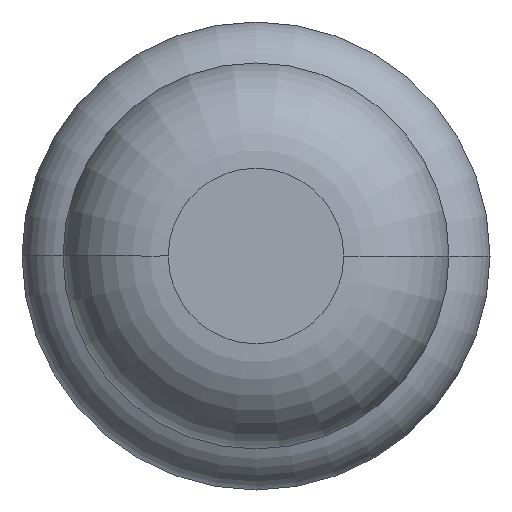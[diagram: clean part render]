
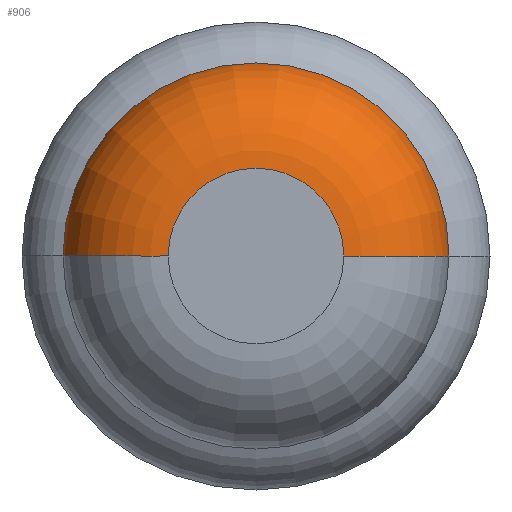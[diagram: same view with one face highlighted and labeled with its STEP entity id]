
A CAD part, front view. The second image highlights one B-rep face of the part: STEP entity #906.
In plain terms, the highlighted toroidal (fillet/blend) face has major radius 0.375 mm and minor radius 0.45 mm.
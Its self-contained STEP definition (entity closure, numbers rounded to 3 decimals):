
#12 = AXIS2_PLACEMENT_3D ( 'NONE', #4085, #1995, #569 ) ;
#44 = CARTESIAN_POINT ( 'NONE',  ( -0.825, -31.55, 0. ) ) ;
#110 = CARTESIAN_POINT ( 'NONE',  ( 0.375, -31.55, 0. ) ) ;
#131 = VERTEX_POINT ( 'NONE', #4239 ) ;
#210 = AXIS2_PLACEMENT_3D ( 'NONE', #3175, #3907, #1077 ) ;
#223 = VERTEX_POINT ( 'NONE', #44 ) ;
#245 = CIRCLE ( 'NONE', #210, 0.45 ) ;
#280 = ORIENTED_EDGE ( 'NONE', *, *, #2365, .T. ) ;
#464 = DIRECTION ( 'NONE',  ( -1., 0., 0. ) ) ;
#569 = DIRECTION ( 'NONE',  ( 1., 0., 0. ) ) ;
#686 = TOROIDAL_SURFACE ( 'NONE', #2961, 0.375, 0.45 ) ;
#808 = DIRECTION ( 'NONE',  ( 0., -1., 0. ) ) ;
#906 = ADVANCED_FACE ( 'Defeature ausgef�hrt1_38', ( #1931 ), #686, .T. ) ;
#913 = VERTEX_POINT ( 'NONE', #4164 ) ;
#1077 = DIRECTION ( 'NONE',  ( 1., 0., 0. ) ) ;
#1215 = CIRCLE ( 'NONE', #12, 0.825 ) ;
#1428 = CIRCLE ( 'NONE', #3840, 0.375 ) ;
#1535 = ORIENTED_EDGE ( 'NONE', *, *, #2838, .T. ) ;
#1789 = ORIENTED_EDGE ( 'NONE', *, *, #3817, .F. ) ;
#1931 = FACE_OUTER_BOUND ( 'NONE', #4330, .T. ) ;
#1964 = CIRCLE ( 'NONE', #2173, 0.45 ) ;
#1995 = DIRECTION ( 'NONE',  ( 0., -1., 0. ) ) ;
#2173 = AXIS2_PLACEMENT_3D ( 'NONE', #110, #3571, #464 ) ;
#2365 = EDGE_CURVE ( 'Defeature ausgef�hrt1_38+Defeature ausgef�hrt1_39+Defeature ausgef�hrt1_39+Defeature ausgef�hrt1_39', #913, #223, #1215, .T. ) ;
#2585 = CARTESIAN_POINT ( 'NONE',  ( 0., -32., 0. ) ) ;
#2785 = CARTESIAN_POINT ( 'NONE',  ( -0.375, -32., 0. ) ) ;
#2838 = EDGE_CURVE ( 'NONE', #223, #3816, #245, .T. ) ;
#2851 = EDGE_CURVE ( 'Defeature ausgef�hrt1_37+Defeature ausgef�hrt1_38+Defeature ausgef�hrt1_38+Defeature ausgef�hrt1_38', #131, #3816, #1428, .T. ) ;
#2961 = AXIS2_PLACEMENT_3D ( 'NONE', #4147, #3109, #3813 ) ;
#3109 = DIRECTION ( 'NONE',  ( 0., -1., 0. ) ) ;
#3175 = CARTESIAN_POINT ( 'NONE',  ( -0.375, -31.55, 0. ) ) ;
#3571 = DIRECTION ( 'NONE',  ( 0., 0., -1. ) ) ;
#3720 = ORIENTED_EDGE ( 'NONE', *, *, #2851, .F. ) ;
#3813 = DIRECTION ( 'NONE',  ( 1., 0., 0. ) ) ;
#3816 = VERTEX_POINT ( 'NONE', #2785 ) ;
#3817 = EDGE_CURVE ( 'NONE', #913, #131, #1964, .T. ) ;
#3840 = AXIS2_PLACEMENT_3D ( 'NONE', #2585, #808, #3921 ) ;
#3907 = DIRECTION ( 'NONE',  ( 0., 0., 1. ) ) ;
#3921 = DIRECTION ( 'NONE',  ( 1., 0., 0. ) ) ;
#4085 = CARTESIAN_POINT ( 'NONE',  ( 0., -31.55, 0. ) ) ;
#4147 = CARTESIAN_POINT ( 'NONE',  ( 0., -31.55, 0. ) ) ;
#4164 = CARTESIAN_POINT ( 'NONE',  ( 0.825, -31.55, 0. ) ) ;
#4239 = CARTESIAN_POINT ( 'NONE',  ( 0.375, -32., 0. ) ) ;
#4330 = EDGE_LOOP ( 'NONE', ( #280, #1535, #3720, #1789 ) ) ;
